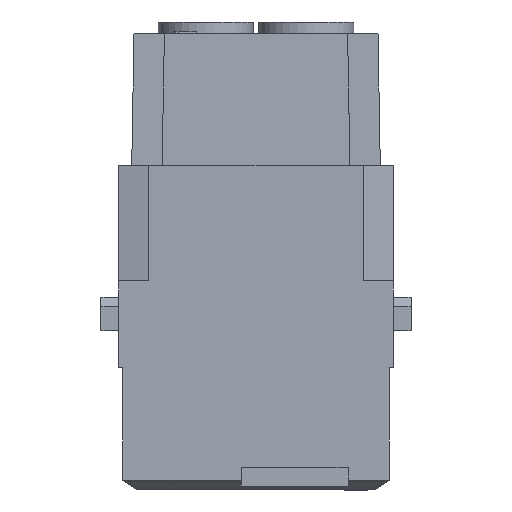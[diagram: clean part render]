
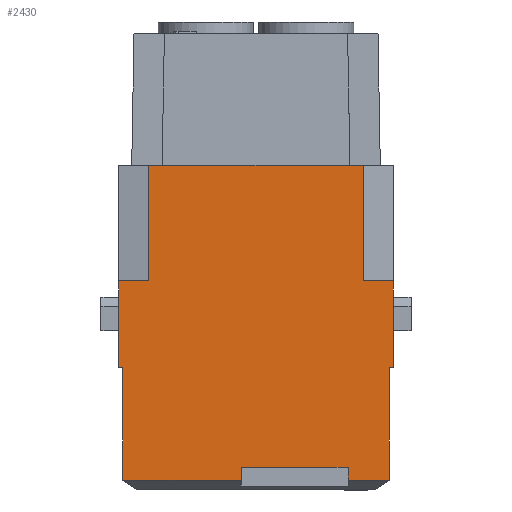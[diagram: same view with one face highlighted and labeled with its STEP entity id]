
A CAD part, left-side view. The second image highlights one B-rep face of the part: STEP entity #2430.
In plain terms, the highlighted planar face has unit normal (-1, 0, 0).
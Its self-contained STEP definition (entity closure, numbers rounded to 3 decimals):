
#2146=FACE_OUTER_BOUND('',#3143,.T.);
#2430=ADVANCED_FACE('',(#2146),#2743,.T.);
#2743=PLANE('',#9004);
#3143=EDGE_LOOP('',(#3924,#3925,#3926,#3927,#3928,#3929,#3930,#3931,#3932,
#3933,#3934,#3935,#3936,#3937,#3938,#3939));
#3924=ORIENTED_EDGE('',*,*,#5860,.T.);
#3925=ORIENTED_EDGE('',*,*,#5832,.T.);
#3926=ORIENTED_EDGE('',*,*,#5861,.T.);
#3927=ORIENTED_EDGE('',*,*,#5862,.T.);
#3928=ORIENTED_EDGE('',*,*,#5836,.T.);
#3929=ORIENTED_EDGE('',*,*,#5833,.T.);
#3930=ORIENTED_EDGE('',*,*,#5863,.T.);
#3931=ORIENTED_EDGE('',*,*,#5738,.T.);
#3932=ORIENTED_EDGE('',*,*,#5731,.T.);
#3933=ORIENTED_EDGE('',*,*,#5864,.T.);
#3934=ORIENTED_EDGE('',*,*,#5729,.T.);
#3935=ORIENTED_EDGE('',*,*,#5725,.T.);
#3936=ORIENTED_EDGE('',*,*,#5865,.T.);
#3937=ORIENTED_EDGE('',*,*,#5849,.T.);
#3938=ORIENTED_EDGE('',*,*,#5856,.F.);
#3939=ORIENTED_EDGE('',*,*,#5866,.T.);
#5149=VERTEX_POINT('',#11483);
#5151=VERTEX_POINT('',#11487);
#5154=VERTEX_POINT('',#11497);
#5155=VERTEX_POINT('',#11501);
#5156=VERTEX_POINT('',#11502);
#5161=VERTEX_POINT('',#11516);
#5224=VERTEX_POINT('',#11714);
#5227=VERTEX_POINT('',#11719);
#5228=VERTEX_POINT('',#11723);
#5229=VERTEX_POINT('',#11724);
#5230=VERTEX_POINT('',#11729);
#5239=VERTEX_POINT('',#11753);
#5240=VERTEX_POINT('',#11755);
#5245=VERTEX_POINT('',#11767);
#5248=VERTEX_POINT('',#11777);
#5249=VERTEX_POINT('',#11779);
#5725=EDGE_CURVE('',#5149,#5151,#7112,.T.);
#5729=EDGE_CURVE('',#5154,#5149,#7116,.T.);
#5731=EDGE_CURVE('',#5155,#5156,#7118,.T.);
#5738=EDGE_CURVE('',#5161,#5155,#7125,.T.);
#5832=EDGE_CURVE('',#5224,#5227,#7203,.T.);
#5833=EDGE_CURVE('',#5228,#5229,#7204,.T.);
#5836=EDGE_CURVE('',#5230,#5228,#7207,.T.);
#5849=EDGE_CURVE('',#5240,#5239,#7220,.T.);
#5856=EDGE_CURVE('',#5245,#5239,#7227,.T.);
#5860=EDGE_CURVE('',#5248,#5224,#7231,.T.);
#5861=EDGE_CURVE('',#5227,#5249,#7232,.T.);
#5862=EDGE_CURVE('',#5249,#5230,#7233,.T.);
#5863=EDGE_CURVE('',#5229,#5161,#7234,.T.);
#5864=EDGE_CURVE('',#5156,#5154,#7235,.T.);
#5865=EDGE_CURVE('',#5151,#5240,#7236,.T.);
#5866=EDGE_CURVE('',#5245,#5248,#7237,.T.);
#7112=LINE('',#11488,#7828);
#7116=LINE('',#11496,#7832);
#7118=LINE('',#11500,#7834);
#7125=LINE('',#11515,#7841);
#7203=LINE('',#11720,#7919);
#7204=LINE('',#11722,#7920);
#7207=LINE('',#11728,#7923);
#7220=LINE('',#11754,#7936);
#7227=LINE('',#11768,#7943);
#7231=LINE('',#11776,#7947);
#7232=LINE('',#11778,#7948);
#7233=LINE('',#11780,#7949);
#7234=LINE('',#11781,#7950);
#7235=LINE('',#11782,#7951);
#7236=LINE('',#11783,#7952);
#7237=LINE('',#11784,#7953);
#7828=VECTOR('',#9686,1.);
#7832=VECTOR('',#9694,1.);
#7834=VECTOR('',#9698,1.);
#7841=VECTOR('',#9709,1.);
#7919=VECTOR('',#9891,1.);
#7920=VECTOR('',#9894,1.);
#7923=VECTOR('',#9899,1.);
#7936=VECTOR('',#9918,1.);
#7943=VECTOR('',#9927,1.);
#7947=VECTOR('',#9935,1.);
#7948=VECTOR('',#9936,1.);
#7949=VECTOR('',#9937,1.);
#7950=VECTOR('',#9938,1.);
#7951=VECTOR('',#9939,1.);
#7952=VECTOR('',#9940,1.);
#7953=VECTOR('',#9941,1.);
#9004=AXIS2_PLACEMENT_3D('',#11785,#9942,#9943);
#9686=DIRECTION('',(0.,1.,0.));
#9694=DIRECTION('',(0.,0.,-1.));
#9698=DIRECTION('',(0.,0.,1.));
#9709=DIRECTION('',(0.,1.,0.));
#9891=DIRECTION('',(0.,-1.,0.));
#9894=DIRECTION('',(0.,-1.,0.));
#9899=DIRECTION('',(0.,0.,1.));
#9918=DIRECTION('',(0.,-1.,0.));
#9927=DIRECTION('',(0.,0.,1.));
#9935=DIRECTION('',(0.,0.,1.));
#9936=DIRECTION('',(0.,0.,-1.));
#9937=DIRECTION('',(0.,-1.,0.));
#9938=DIRECTION('',(0.,0.,1.));
#9939=DIRECTION('',(0.,1.,0.));
#9940=DIRECTION('',(0.,0.,-1.));
#9941=DIRECTION('',(0.,-1.,0.));
#9942=DIRECTION('',(-1.,0.,0.));
#9943=DIRECTION('',(0.,0.,-1.));
#11483=CARTESIAN_POINT('',(-22.05,11.8,5.5));
#11487=CARTESIAN_POINT('',(-22.05,15.15,5.5));
#11488=CARTESIAN_POINT('',(-22.05,11.8,5.5));
#11496=CARTESIAN_POINT('',(-22.05,11.8,18.25));
#11497=CARTESIAN_POINT('',(-22.05,11.8,18.25));
#11500=CARTESIAN_POINT('',(-22.05,-11.8,5.5));
#11501=CARTESIAN_POINT('',(-22.05,-11.8,5.5));
#11502=CARTESIAN_POINT('',(-22.05,-11.8,18.25));
#11515=CARTESIAN_POINT('',(-22.05,-15.15,5.5));
#11516=CARTESIAN_POINT('',(-22.05,-15.15,5.5));
#11714=CARTESIAN_POINT('',(-22.05,1.6,-15.05));
#11719=CARTESIAN_POINT('',(-22.05,-10.15,-15.05));
#11720=CARTESIAN_POINT('',(-22.05,1.35,-15.05));
#11722=CARTESIAN_POINT('',(-22.05,-10.15,-4.05));
#11723=CARTESIAN_POINT('',(-22.05,-14.7,-4.05));
#11724=CARTESIAN_POINT('',(-22.05,-15.15,-4.05));
#11728=CARTESIAN_POINT('',(-22.05,-14.7,-3.05));
#11729=CARTESIAN_POINT('',(-22.05,-14.7,-16.474));
#11753=CARTESIAN_POINT('',(-22.05,14.7,-4.05));
#11754=CARTESIAN_POINT('',(-22.05,14.7,-4.05));
#11755=CARTESIAN_POINT('',(-22.05,15.15,-4.05));
#11767=CARTESIAN_POINT('',(-22.05,14.7,-16.474));
#11768=CARTESIAN_POINT('',(-22.05,14.7,-3.05));
#11776=CARTESIAN_POINT('',(-22.05,1.6,-15.));
#11777=CARTESIAN_POINT('',(-22.05,1.6,-16.474));
#11778=CARTESIAN_POINT('',(-22.05,-10.15,-3.85));
#11779=CARTESIAN_POINT('',(-22.05,-10.15,-16.474));
#11780=CARTESIAN_POINT('',(-22.05,-14.348,-16.474));
#11781=CARTESIAN_POINT('',(-22.05,-15.15,-3.6));
#11782=CARTESIAN_POINT('',(-22.05,-11.8,18.25));
#11783=CARTESIAN_POINT('',(-22.05,15.15,5.5));
#11784=CARTESIAN_POINT('',(-22.05,-14.7,-16.474));
#11785=CARTESIAN_POINT('',(-22.05,15.45,19.55));
